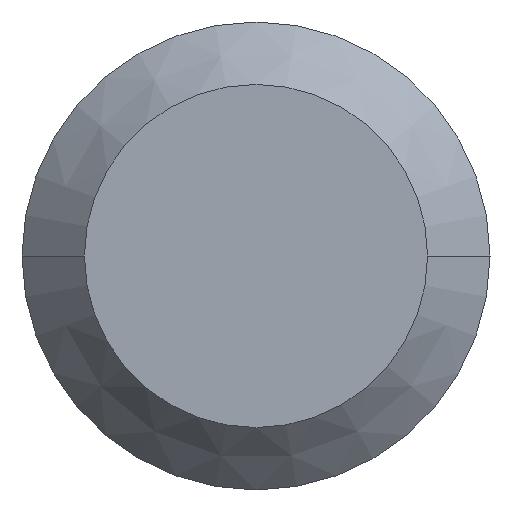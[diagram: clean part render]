
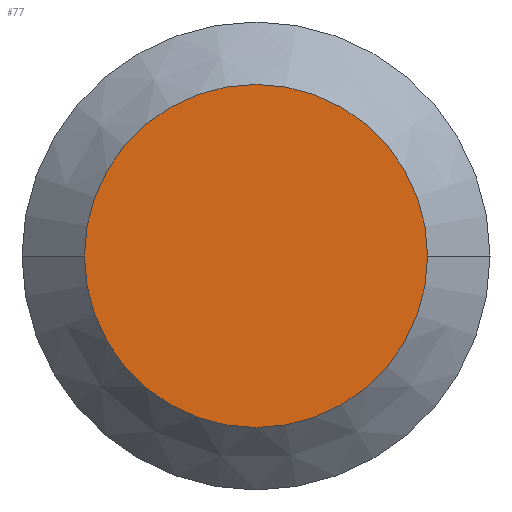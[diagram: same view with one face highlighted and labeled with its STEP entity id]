
A CAD part, front view. The second image highlights one B-rep face of the part: STEP entity #77.
In plain terms, the highlighted planar face has unit normal (0, -1, 0).
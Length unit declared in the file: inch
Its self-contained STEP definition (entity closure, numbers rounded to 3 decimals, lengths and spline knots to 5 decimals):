
#4 = CARTESIAN_POINT ( 'NONE',  ( 0.19587, -0.07874, 0. ) ) ;
#17 = DIRECTION ( 'NONE',  ( 0., -1., 0. ) ) ;
#25 = ORIENTED_EDGE ( 'NONE', *, *, #174, .F. ) ;
#48 = DIRECTION ( 'NONE',  ( 0., 1., 0. ) ) ;
#54 = CARTESIAN_POINT ( 'NONE',  ( 0.20669, -0.07874, 0. ) ) ;
#60 = AXIS2_PLACEMENT_3D ( 'NONE', #54, #154, #173 ) ;
#70 = AXIS2_PLACEMENT_3D ( 'NONE', #91, #48, #211 ) ;
#77 = ADVANCED_FACE ( 'NONE', ( #201 ), #118, .T. ) ;
#91 = CARTESIAN_POINT ( 'NONE',  ( 0.20669, -0.07874, 0. ) ) ;
#102 = VERTEX_POINT ( 'NONE', #4 ) ;
#118 = PLANE ( 'NONE',  #206 ) ;
#131 = VERTEX_POINT ( 'NONE', #183 ) ;
#149 = ORIENTED_EDGE ( 'NONE', *, *, #164, .F. ) ;
#154 = DIRECTION ( 'NONE',  ( 0., 1., 0. ) ) ;
#159 = EDGE_LOOP ( 'NONE', ( #25, #149 ) ) ;
#162 = CIRCLE ( 'NONE', #70, 0.01083 ) ;
#164 = EDGE_CURVE ( 'NONE', #102, #131, #190, .T. ) ;
#171 = CARTESIAN_POINT ( 'NONE',  ( 0.20669, -0.07874, 0. ) ) ;
#173 = DIRECTION ( 'NONE',  ( 1., 0., 0. ) ) ;
#174 = EDGE_CURVE ( 'NONE', #131, #102, #162, .T. ) ;
#183 = CARTESIAN_POINT ( 'NONE',  ( 0.21752, -0.07874, 0. ) ) ;
#190 = CIRCLE ( 'NONE', #60, 0.01083 ) ;
#199 = DIRECTION ( 'NONE',  ( 1., 0., 0. ) ) ;
#201 = FACE_OUTER_BOUND ( 'NONE', #159, .T. ) ;
#206 = AXIS2_PLACEMENT_3D ( 'NONE', #171, #17, #199 ) ;
#211 = DIRECTION ( 'NONE',  ( 1., 0., 0. ) ) ;
